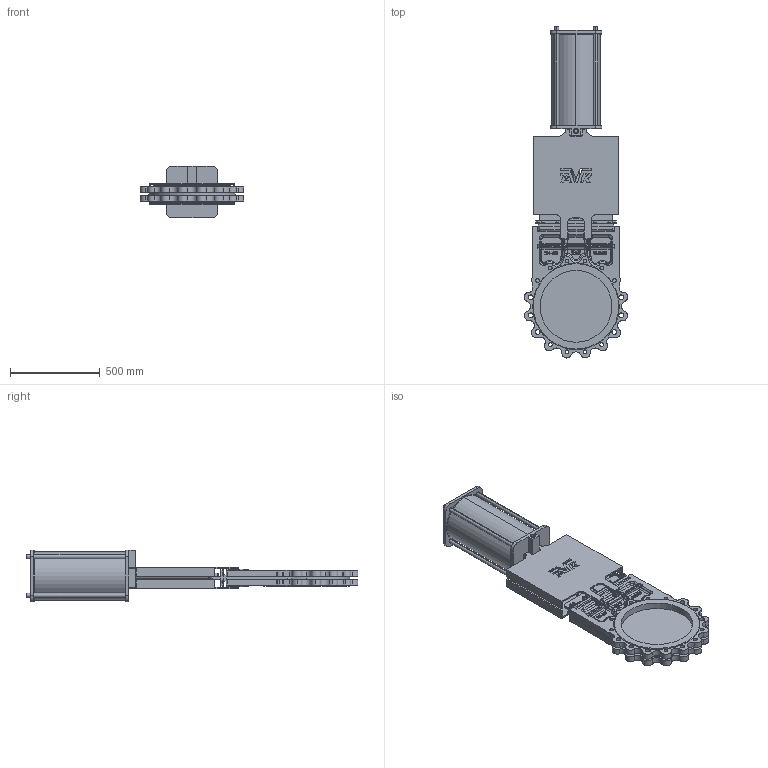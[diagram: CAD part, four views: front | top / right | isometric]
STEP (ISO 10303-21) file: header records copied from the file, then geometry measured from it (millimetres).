
FILE_DESCRIPTION (( 'STEP AP203' ), '1' );
FILE_NAME ('70240040034.STEP', '2017-04-05T08:36:59', ( '' ), ( '' ), 'SwSTEP 2.0', 'SolidWorks 2016', '' );
FILE_SCHEMA (( 'CONFIG_CONTROL_DESIGN' ));
Products named in the file (1): 70240040034
Bounding box: 575.82 x 1851.9 x 290 mm (x, y, z)
Volume: 56416295.9 mm3; surface area: 3246893.6 mm2
Topology: 1 solids, 1 shells, 1885 faces, 5023 edges, 3145 vertices
Faces by surface type: cylinder 789, plane 652, bspline 256, torus 148, sphere 36, cone 4
Entity records: 72518 total; most frequent: CARTESIAN_POINT 26334, ORIENTED_EDGE 9910, DIRECTION 9449, EDGE_CURVE 4955, AXIS2_PLACEMENT_3D 3426, VERTEX_POINT 3145, VECTOR 2597, LINE 2597
